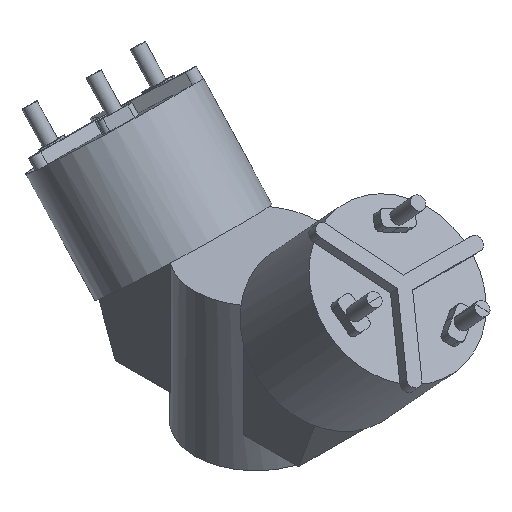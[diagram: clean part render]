
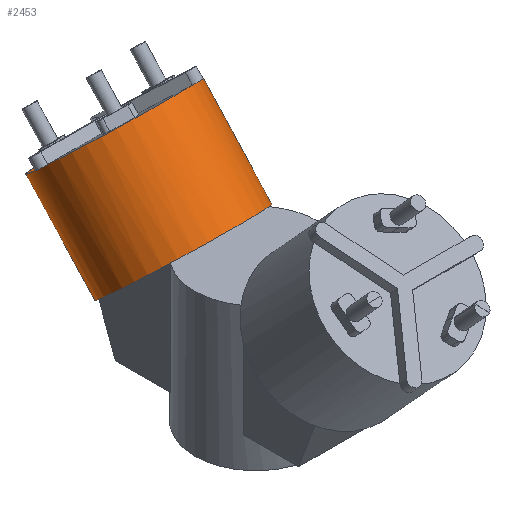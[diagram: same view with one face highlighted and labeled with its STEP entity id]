
A CAD part, isometric view. The second image highlights one B-rep face of the part: STEP entity #2453.
In plain terms, the highlighted cylindrical face has radius 35 mm (diameter 70 mm), a full revolution.
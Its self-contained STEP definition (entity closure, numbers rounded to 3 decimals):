
#52=LINE('',#3574,#274);
#54=LINE('',#3580,#276);
#59=LINE('',#3589,#281);
#60=LINE('',#3595,#282);
#239=LINE('',#4254,#461);
#274=VECTOR('',#2818,10.);
#276=VECTOR('',#2822,10.);
#281=VECTOR('',#2829,10.);
#282=VECTOR('',#2834,10.);
#461=VECTOR('',#3449,35.);
#527=CYLINDRICAL_SURFACE('',#2730,35.);
#653=FACE_OUTER_BOUND('',#805,.T.);
#805=EDGE_LOOP('',(#2145,#2146,#2147,#2148,#2149,#2150,#2151,#2152,#2153,
#2154,#2155,#2156,#2157,#2158,#2159,#2160));
#824=CIRCLE('',#2487,35.);
#841=CIRCLE('',#2518,35.);
#842=CIRCLE('',#2519,35.);
#843=CIRCLE('',#2521,35.);
#844=CIRCLE('',#2523,35.);
#845=CIRCLE('',#2524,35.);
#850=CIRCLE('',#2530,35.);
#851=CIRCLE('',#2531,35.);
#945=CIRCLE('',#2727,35.);
#946=CIRCLE('',#2729,35.);
#952=VERTEX_POINT('',#3513);
#953=VERTEX_POINT('',#3514);
#954=VERTEX_POINT('',#3518);
#955=VERTEX_POINT('',#3519);
#972=VERTEX_POINT('',#3570);
#973=VERTEX_POINT('',#3572);
#974=VERTEX_POINT('',#3576);
#976=VERTEX_POINT('',#3579);
#978=VERTEX_POINT('',#3585);
#979=VERTEX_POINT('',#3587);
#980=VERTEX_POINT('',#3591);
#982=VERTEX_POINT('',#3594);
#992=VERTEX_POINT('',#3627);
#1170=VERTEX_POINT('',#4245);
#1184=EDGE_CURVE('',#952,#953,#824,.T.);
#1214=EDGE_CURVE('',#972,#973,#52,.T.);
#1216=EDGE_CURVE('',#974,#976,#54,.T.);
#1221=EDGE_CURVE('',#978,#979,#59,.T.);
#1223=EDGE_CURVE('',#980,#982,#60,.T.);
#1228=EDGE_CURVE('',#982,#979,#841,.T.);
#1229=EDGE_CURVE('',#976,#973,#842,.T.);
#1230=EDGE_CURVE('',#955,#980,#843,.T.);
#1231=EDGE_CURVE('',#953,#954,#844,.T.);
#1232=EDGE_CURVE('',#954,#955,#845,.T.);
#1241=EDGE_CURVE('',#972,#992,#850,.T.);
#1242=EDGE_CURVE('',#992,#952,#851,.T.);
#1509=EDGE_CURVE('',#978,#974,#945,.T.);
#1510=EDGE_CURVE('',#1170,#1170,#946,.T.);
#1515=EDGE_CURVE('',#992,#1170,#239,.T.);
#2145=ORIENTED_EDGE('',*,*,#1241,.F.);
#2146=ORIENTED_EDGE('',*,*,#1214,.T.);
#2147=ORIENTED_EDGE('',*,*,#1229,.F.);
#2148=ORIENTED_EDGE('',*,*,#1216,.F.);
#2149=ORIENTED_EDGE('',*,*,#1509,.F.);
#2150=ORIENTED_EDGE('',*,*,#1221,.T.);
#2151=ORIENTED_EDGE('',*,*,#1228,.F.);
#2152=ORIENTED_EDGE('',*,*,#1223,.F.);
#2153=ORIENTED_EDGE('',*,*,#1230,.F.);
#2154=ORIENTED_EDGE('',*,*,#1232,.F.);
#2155=ORIENTED_EDGE('',*,*,#1231,.F.);
#2156=ORIENTED_EDGE('',*,*,#1184,.F.);
#2157=ORIENTED_EDGE('',*,*,#1242,.F.);
#2158=ORIENTED_EDGE('',*,*,#1515,.T.);
#2159=ORIENTED_EDGE('',*,*,#1510,.T.);
#2160=ORIENTED_EDGE('',*,*,#1515,.F.);
#2453=ADVANCED_FACE('',(#653),#527,.T.);
#2487=AXIS2_PLACEMENT_3D('',#3515,#2757,#2758);
#2518=AXIS2_PLACEMENT_3D('',#3603,#2846,#2847);
#2519=AXIS2_PLACEMENT_3D('',#3604,#2848,#2849);
#2521=AXIS2_PLACEMENT_3D('',#3606,#2852,#2853);
#2523=AXIS2_PLACEMENT_3D('',#3608,#2856,#2857);
#2524=AXIS2_PLACEMENT_3D('',#3609,#2858,#2859);
#2530=AXIS2_PLACEMENT_3D('',#3628,#2874,#2875);
#2531=AXIS2_PLACEMENT_3D('',#3629,#2876,#2877);
#2727=AXIS2_PLACEMENT_3D('',#4243,#3437,#3438);
#2729=AXIS2_PLACEMENT_3D('',#4246,#3441,#3442);
#2730=AXIS2_PLACEMENT_3D('',#4253,#3447,#3448);
#2757=DIRECTION('center_axis',(0.,0.677,0.736));
#2758=DIRECTION('ref_axis',(-1.,0.,0.));
#2818=DIRECTION('',(0.,0.677,0.736));
#2822=DIRECTION('',(0.,0.677,0.736));
#2829=DIRECTION('',(0.,0.677,0.736));
#2834=DIRECTION('',(0.,0.677,0.736));
#2846=DIRECTION('center_axis',(0.,0.677,0.736));
#2847=DIRECTION('ref_axis',(-1.,0.,0.));
#2848=DIRECTION('center_axis',(0.,0.677,0.736));
#2849=DIRECTION('ref_axis',(-1.,0.,0.));
#2852=DIRECTION('center_axis',(0.,0.677,0.736));
#2853=DIRECTION('ref_axis',(-1.,0.,0.));
#2856=DIRECTION('center_axis',(0.,0.677,0.736));
#2857=DIRECTION('ref_axis',(-1.,0.,0.));
#2858=DIRECTION('center_axis',(0.,0.677,0.736));
#2859=DIRECTION('ref_axis',(-1.,0.,0.));
#2874=DIRECTION('center_axis',(0.,0.677,0.736));
#2875=DIRECTION('ref_axis',(-1.,0.,0.));
#2876=DIRECTION('center_axis',(0.,0.677,0.736));
#2877=DIRECTION('ref_axis',(-1.,0.,0.));
#3437=DIRECTION('center_axis',(0.,0.677,0.736));
#3438=DIRECTION('ref_axis',(-1.,0.,0.));
#3441=DIRECTION('center_axis',(0.,0.677,0.736));
#3442=DIRECTION('ref_axis',(-1.,0.,0.));
#3447=DIRECTION('center_axis',(0.,0.677,0.736));
#3448=DIRECTION('ref_axis',(-1.,0.,0.));
#3449=DIRECTION('',(0.,-0.677,-0.736));
#3513=CARTESIAN_POINT('',(20.032,90.58,71.2));
#3514=CARTESIAN_POINT('',(14.84,92.786,69.172));
#3515=CARTESIAN_POINT('Origin',(0.,69.449,90.623));
#3518=CARTESIAN_POINT('',(-34.871,71.655,88.595));
#3519=CARTESIAN_POINT('',(-35.,69.449,90.623));
#3570=CARTESIAN_POINT('',(20.033,48.32,110.044));
#3572=CARTESIAN_POINT('',(20.033,51.703,113.725));
#3574=CARTESIAN_POINT('',(20.033,48.32,110.044));
#3576=CARTESIAN_POINT('',(14.837,46.111,112.074));
#3579=CARTESIAN_POINT('',(14.837,49.495,115.756));
#3580=CARTESIAN_POINT('',(14.837,46.111,112.074));
#3585=CARTESIAN_POINT('',(-34.871,67.24,92.653));
#3587=CARTESIAN_POINT('',(-34.871,70.624,96.334));
#3589=CARTESIAN_POINT('',(-34.871,67.24,92.653));
#3591=CARTESIAN_POINT('',(-35.,69.449,90.623));
#3594=CARTESIAN_POINT('',(-35.,72.832,94.304));
#3595=CARTESIAN_POINT('',(-35.,69.449,90.623));
#3603=CARTESIAN_POINT('Origin',(0.,72.833,94.304));
#3604=CARTESIAN_POINT('Origin',(0.,72.833,94.304));
#3606=CARTESIAN_POINT('Origin',(0.,69.449,90.623));
#3608=CARTESIAN_POINT('Origin',(0.,69.449,90.623));
#3609=CARTESIAN_POINT('Origin',(0.,69.449,90.623));
#3627=CARTESIAN_POINT('',(35.,69.449,90.623));
#3628=CARTESIAN_POINT('Origin',(0.,69.449,90.623));
#3629=CARTESIAN_POINT('Origin',(0.,69.449,90.623));
#4243=CARTESIAN_POINT('Origin',(0.,69.449,90.623));
#4245=CARTESIAN_POINT('',(35.,35.613,53.811));
#4246=CARTESIAN_POINT('Origin',(0.,35.613,53.811));
#4253=CARTESIAN_POINT('Origin',(0.,35.613,53.811));
#4254=CARTESIAN_POINT('',(35.,35.613,53.811));
